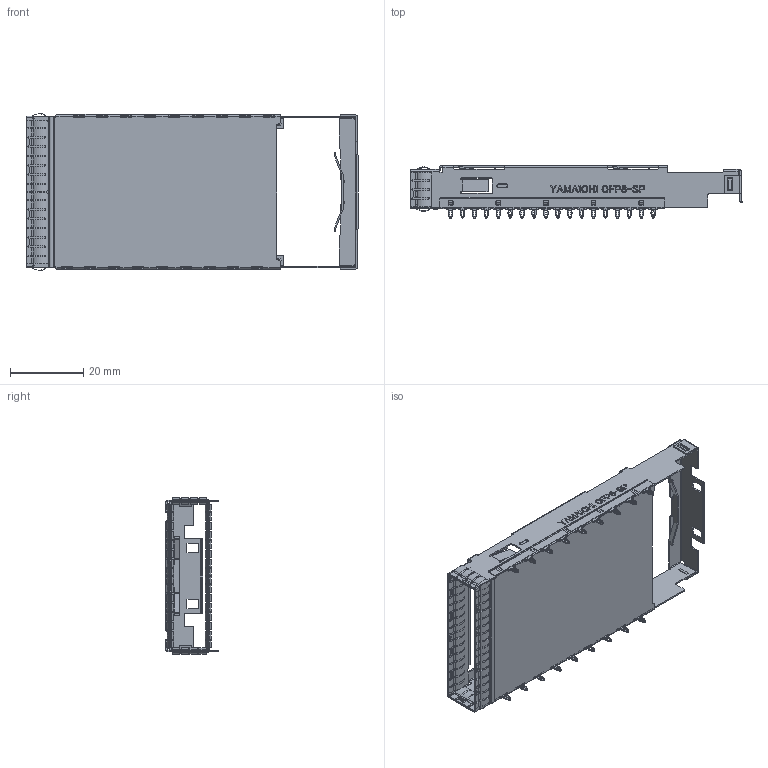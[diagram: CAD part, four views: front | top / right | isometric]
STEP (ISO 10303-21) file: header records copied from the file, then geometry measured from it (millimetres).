
FILE_DESCRIPTION (( 'STEP AP214' ), '1' );
FILE_NAME ('05-00322--A117498-001.STEP', '2020-09-29T18:15:21', ( '' ), ( '' ), 'SwSTEP 2.0', 'SolidWorks 2018', '' );
FILE_SCHEMA (( 'AUTOMOTIVE_DESIGN' ));
Length unit declared in the file: millimetre
Products named in the file (2): 05-00322--A117498-001
Bounding box: 90.55 x 14.35 x 42.7 mm (x, y, z)
Volume: 2023.6 mm3; surface area: 15058.9 mm2
Topology: 8 solids, 8 shells, 3221 faces, 8706 edges, 5320 vertices
Faces by surface type: plane 1635, cylinder 1139, bspline 429, torus 18
Entity records: 153618 total; most frequent: CARTESIAN_POINT 39487, ORIENTED_EDGE 17268, DIRECTION 15440, EDGE_CURVE 8634, VERTEX_POINT 5320, AXIS2_PLACEMENT_3D 5242, VECTOR 4956, LINE 4956
